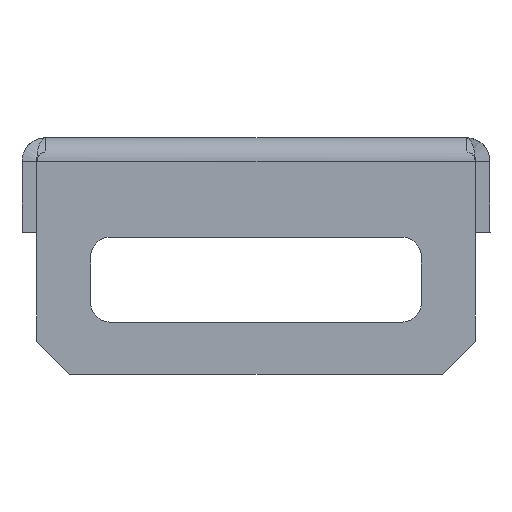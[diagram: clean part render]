
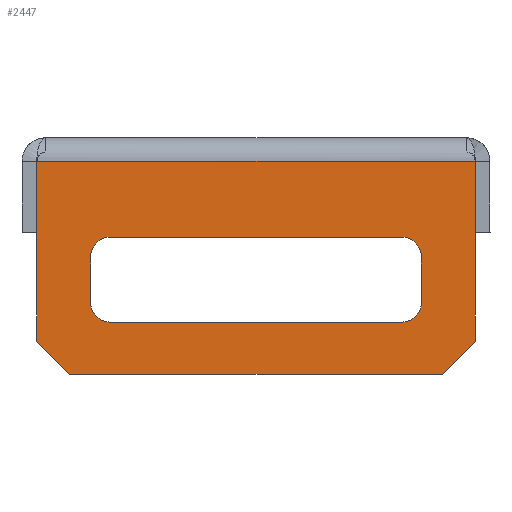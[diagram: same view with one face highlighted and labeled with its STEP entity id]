
A CAD part, left-side view. The second image highlights one B-rep face of the part: STEP entity #2447.
In plain terms, the highlighted planar face has unit normal (-1, 0, 0).
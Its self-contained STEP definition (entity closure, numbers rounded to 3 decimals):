
#18 = LINE ( 'NONE', #961, #1441 ) ;
#25 = LINE ( 'NONE', #439, #399 ) ;
#29 = CARTESIAN_POINT ( 'NONE',  ( -281., -17.5, -12.6 ) ) ;
#88 = EDGE_CURVE ( 'NONE', #2149, #1070, #1491, .T. ) ;
#98 = CARTESIAN_POINT ( 'NONE',  ( -281., 17.5, -12.6 ) ) ;
#108 = DIRECTION ( 'NONE',  ( 1., 0., 0. ) ) ;
#114 = ORIENTED_EDGE ( 'NONE', *, *, #88, .T. ) ;
#130 = CARTESIAN_POINT ( 'NONE',  ( -281., 17.5, -17.4 ) ) ;
#139 = DIRECTION ( 'NONE',  ( 0., 0., -1. ) ) ;
#147 = CARTESIAN_POINT ( 'NONE',  ( -281., 15.4, -17.4 ) ) ;
#195 = FACE_OUTER_BOUND ( 'NONE', #549, .T. ) ;
#198 = ORIENTED_EDGE ( 'NONE', *, *, #913, .F. ) ;
#203 = CARTESIAN_POINT ( 'NONE',  ( -281., 19.679, -25. ) ) ;
#207 = AXIS2_PLACEMENT_3D ( 'NONE', #1984, #1103, #878 ) ;
#208 = CARTESIAN_POINT ( 'NONE',  ( -281., 23.179, -21.5 ) ) ;
#228 = CIRCLE ( 'NONE', #1647, 2.1 ) ;
#273 = EDGE_CURVE ( 'NONE', #2455, #1970, #1050, .T. ) ;
#300 = LINE ( 'NONE', #2046, #1553 ) ;
#324 = ORIENTED_EDGE ( 'NONE', *, *, #1789, .T. ) ;
#376 = CARTESIAN_POINT ( 'NONE',  ( -281., 23.179, -25. ) ) ;
#399 = VECTOR ( 'NONE', #1771, 1000. ) ;
#403 = CARTESIAN_POINT ( 'NONE',  ( -281., 15.4, -19.5 ) ) ;
#411 = VERTEX_POINT ( 'NONE', #1265 ) ;
#415 = LINE ( 'NONE', #376, #1706 ) ;
#437 = EDGE_CURVE ( 'NONE', #2013, #1210, #415, .T. ) ;
#439 = CARTESIAN_POINT ( 'NONE',  ( -281., -23.179, -21.5 ) ) ;
#454 = CARTESIAN_POINT ( 'NONE',  ( -281., -17.5, -12.6 ) ) ;
#484 = EDGE_CURVE ( 'NONE', #1070, #2455, #2436, .T. ) ;
#512 = ORIENTED_EDGE ( 'NONE', *, *, #1462, .T. ) ;
#549 = EDGE_LOOP ( 'NONE', ( #831, #2334, #1182, #1719, #1208, #198 ) ) ;
#607 = VERTEX_POINT ( 'NONE', #2779 ) ;
#611 = CARTESIAN_POINT ( 'NONE',  ( -281., 2834.75, -2.5 ) ) ;
#666 = DIRECTION ( 'NONE',  ( 0., 0., -1. ) ) ;
#673 = LINE ( 'NONE', #2872, #1845 ) ;
#681 = DIRECTION ( 'NONE',  ( 0., -1., 0. ) ) ;
#706 = CARTESIAN_POINT ( 'NONE',  ( -281., -15.4, -10.5 ) ) ;
#822 = VERTEX_POINT ( 'NONE', #2869 ) ;
#831 = ORIENTED_EDGE ( 'NONE', *, *, #437, .F. ) ;
#849 = ORIENTED_EDGE ( 'NONE', *, *, #273, .T. ) ;
#878 = DIRECTION ( 'NONE',  ( 0., 0., -1. ) ) ;
#913 = EDGE_CURVE ( 'NONE', #1210, #607, #1988, .T. ) ;
#961 = CARTESIAN_POINT ( 'NONE',  ( -281., 19.679, -25. ) ) ;
#970 = DIRECTION ( 'NONE',  ( 0., -0.707, -0.707 ) ) ;
#1007 = VECTOR ( 'NONE', #1479, 1000. ) ;
#1041 = VERTEX_POINT ( 'NONE', #203 ) ;
#1043 = DIRECTION ( 'NONE',  ( 0., 0., 1. ) ) ;
#1047 = DIRECTION ( 'NONE',  ( 0., 0., 1. ) ) ;
#1050 = LINE ( 'NONE', #2330, #1863 ) ;
#1070 = VERTEX_POINT ( 'NONE', #1981 ) ;
#1103 = DIRECTION ( 'NONE',  ( 1., 0., 0. ) ) ;
#1150 = VERTEX_POINT ( 'NONE', #2303 ) ;
#1165 = EDGE_CURVE ( 'NONE', #1041, #822, #300, .T. ) ;
#1171 = DIRECTION ( 'NONE',  ( 1., 0., 0. ) ) ;
#1180 = EDGE_CURVE ( 'NONE', #1749, #411, #228, .T. ) ;
#1182 = ORIENTED_EDGE ( 'NONE', *, *, #1165, .T. ) ;
#1208 = ORIENTED_EDGE ( 'NONE', *, *, #1814, .F. ) ;
#1210 = VERTEX_POINT ( 'NONE', #1384 ) ;
#1230 = AXIS2_PLACEMENT_3D ( 'NONE', #2801, #108, #1043 ) ;
#1265 = CARTESIAN_POINT ( 'NONE',  ( -281., 15.4, -10.5 ) ) ;
#1278 = LINE ( 'NONE', #2147, #1309 ) ;
#1309 = VECTOR ( 'NONE', #139, 1000. ) ;
#1366 = EDGE_CURVE ( 'NONE', #822, #1150, #25, .T. ) ;
#1372 = DIRECTION ( 'NONE',  ( 0., 0., -1. ) ) ;
#1384 = CARTESIAN_POINT ( 'NONE',  ( -281., 23.179, -2.5 ) ) ;
#1391 = DIRECTION ( 'NONE',  ( 0., 1., 0. ) ) ;
#1404 = CIRCLE ( 'NONE', #1609, 2.1 ) ;
#1431 = CARTESIAN_POINT ( 'NONE',  ( -281., 2834.75, -25. ) ) ;
#1441 = VECTOR ( 'NONE', #970, 1000. ) ;
#1456 = DIRECTION ( 'NONE',  ( 0., 0., 1. ) ) ;
#1462 = EDGE_CURVE ( 'NONE', #2855, #1749, #673, .T. ) ;
#1479 = DIRECTION ( 'NONE',  ( 0., -1., 0. ) ) ;
#1491 = LINE ( 'NONE', #29, #2392 ) ;
#1513 = ORIENTED_EDGE ( 'NONE', *, *, #484, .T. ) ;
#1517 = CARTESIAN_POINT ( 'NONE',  ( -281., 15.4, -10.5 ) ) ;
#1524 = VECTOR ( 'NONE', #1741, 1000. ) ;
#1553 = VECTOR ( 'NONE', #681, 1000. ) ;
#1609 = AXIS2_PLACEMENT_3D ( 'NONE', #147, #2385, #1456 ) ;
#1624 = EDGE_CURVE ( 'NONE', #2013, #1041, #18, .T. ) ;
#1647 = AXIS2_PLACEMENT_3D ( 'NONE', #2514, #1171, #1372 ) ;
#1706 = VECTOR ( 'NONE', #1047, 1000. ) ;
#1719 = ORIENTED_EDGE ( 'NONE', *, *, #1366, .T. ) ;
#1741 = DIRECTION ( 'NONE',  ( 0., -1., 0. ) ) ;
#1749 = VERTEX_POINT ( 'NONE', #98 ) ;
#1771 = DIRECTION ( 'NONE',  ( 0., -0.707, 0.707 ) ) ;
#1789 = EDGE_CURVE ( 'NONE', #2270, #2149, #2450, .T. ) ;
#1814 = EDGE_CURVE ( 'NONE', #607, #1150, #1278, .T. ) ;
#1845 = VECTOR ( 'NONE', #2909, 1000. ) ;
#1863 = VECTOR ( 'NONE', #1391, 1000. ) ;
#1900 = ORIENTED_EDGE ( 'NONE', *, *, #2557, .T. ) ;
#1970 = VERTEX_POINT ( 'NONE', #403 ) ;
#1981 = CARTESIAN_POINT ( 'NONE',  ( -281., -17.5, -17.4 ) ) ;
#1984 = CARTESIAN_POINT ( 'NONE',  ( -281., -15.4, -17.4 ) ) ;
#1988 = LINE ( 'NONE', #611, #1007 ) ;
#2013 = VERTEX_POINT ( 'NONE', #208 ) ;
#2046 = CARTESIAN_POINT ( 'NONE',  ( -281., 2834.75, -25. ) ) ;
#2147 = CARTESIAN_POINT ( 'NONE',  ( -281., -23.179, -25. ) ) ;
#2149 = VERTEX_POINT ( 'NONE', #454 ) ;
#2192 = DIRECTION ( 'NONE',  ( 1., 0., 0. ) ) ;
#2270 = VERTEX_POINT ( 'NONE', #706 ) ;
#2300 = FACE_BOUND ( 'NONE', #2553, .T. ) ;
#2303 = CARTESIAN_POINT ( 'NONE',  ( -281., -23.179, -21.5 ) ) ;
#2330 = CARTESIAN_POINT ( 'NONE',  ( -281., 15.4, -19.5 ) ) ;
#2334 = ORIENTED_EDGE ( 'NONE', *, *, #1624, .T. ) ;
#2377 = PLANE ( 'NONE',  #2471 ) ;
#2385 = DIRECTION ( 'NONE',  ( 1., 0., 0. ) ) ;
#2392 = VECTOR ( 'NONE', #666, 1000. ) ;
#2400 = DIRECTION ( 'NONE',  ( 0., 0., -1. ) ) ;
#2436 = CIRCLE ( 'NONE', #207, 2.1 ) ;
#2447 = ADVANCED_FACE ( 'NONE', ( #2300, #195 ), #2377, .F. ) ;
#2450 = CIRCLE ( 'NONE', #1230, 2.1 ) ;
#2455 = VERTEX_POINT ( 'NONE', #2807 ) ;
#2471 = AXIS2_PLACEMENT_3D ( 'NONE', #1431, #2192, #2400 ) ;
#2485 = EDGE_CURVE ( 'NONE', #1970, #2855, #1404, .T. ) ;
#2498 = ORIENTED_EDGE ( 'NONE', *, *, #2485, .T. ) ;
#2514 = CARTESIAN_POINT ( 'NONE',  ( -281., 15.4, -12.6 ) ) ;
#2553 = EDGE_LOOP ( 'NONE', ( #512, #2735, #1900, #324, #114, #1513, #849, #2498 ) ) ;
#2557 = EDGE_CURVE ( 'NONE', #411, #2270, #2797, .T. ) ;
#2735 = ORIENTED_EDGE ( 'NONE', *, *, #1180, .T. ) ;
#2779 = CARTESIAN_POINT ( 'NONE',  ( -281., -23.179, -2.5 ) ) ;
#2797 = LINE ( 'NONE', #1517, #1524 ) ;
#2801 = CARTESIAN_POINT ( 'NONE',  ( -281., -15.4, -12.6 ) ) ;
#2807 = CARTESIAN_POINT ( 'NONE',  ( -281., -15.4, -19.5 ) ) ;
#2855 = VERTEX_POINT ( 'NONE', #130 ) ;
#2869 = CARTESIAN_POINT ( 'NONE',  ( -281., -19.679, -25. ) ) ;
#2872 = CARTESIAN_POINT ( 'NONE',  ( -281., 17.5, -12.6 ) ) ;
#2909 = DIRECTION ( 'NONE',  ( 0., 0., 1. ) ) ;
